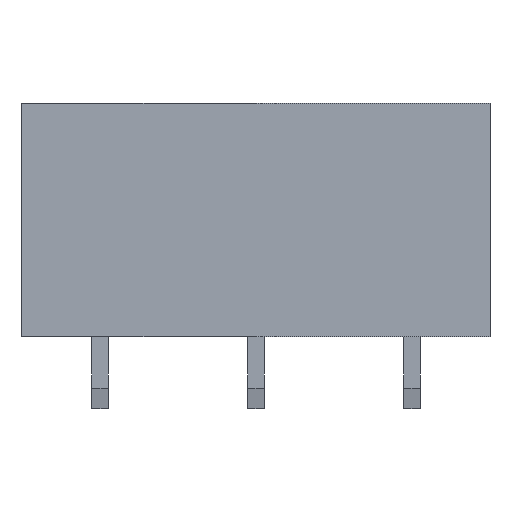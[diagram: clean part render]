
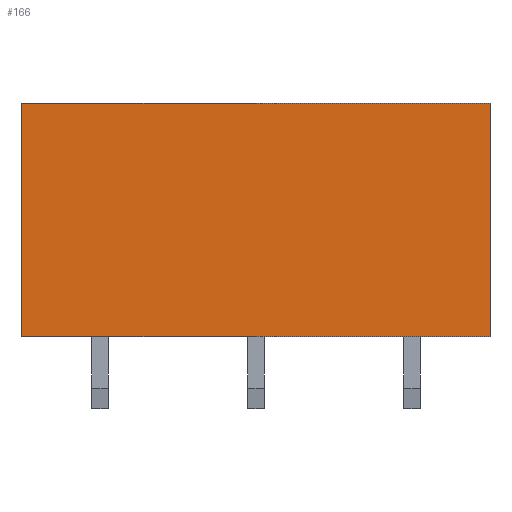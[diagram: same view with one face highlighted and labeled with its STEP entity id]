
A CAD part, front view. The second image highlights one B-rep face of the part: STEP entity #166.
In plain terms, the highlighted planar face has unit normal (0, -1, 0).
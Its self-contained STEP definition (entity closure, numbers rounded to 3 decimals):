
#158=AXIS2_PLACEMENT_3D('Plane Axis2P3D',#155,#156,#157) ;
#49=CARTESIAN_POINT('Vertex',(22.86,0.,14.9)) ;
#52=CARTESIAN_POINT('Line Origine',(22.86,0.,9.2)) ;
#56=CARTESIAN_POINT('Vertex',(22.86,0.,3.5)) ;
#87=CARTESIAN_POINT('Vertex',(0.,0.,14.9)) ;
#90=CARTESIAN_POINT('Line Origine',(11.43,0.,14.9)) ;
#118=CARTESIAN_POINT('Vertex',(0.,0.,3.5)) ;
#121=CARTESIAN_POINT('Line Origine',(0.,0.,9.2)) ;
#143=CARTESIAN_POINT('Line Origine',(11.43,0.,3.5)) ;
#155=CARTESIAN_POINT('Axis2P3D Location',(0.,0.,0.)) ;
#53=DIRECTION('Vector Direction',(0.,0.,1.)) ;
#91=DIRECTION('Vector Direction',(1.,0.,0.)) ;
#122=DIRECTION('Vector Direction',(0.,0.,1.)) ;
#144=DIRECTION('Vector Direction',(1.,0.,0.)) ;
#156=DIRECTION('Axis2P3D Direction',(0.,-1.,0.)) ;
#157=DIRECTION('Axis2P3D XDirection',(1.,0.,0.)) ;
#54=VECTOR('Line Direction',#53,1.) ;
#92=VECTOR('Line Direction',#91,1.) ;
#123=VECTOR('Line Direction',#122,1.) ;
#145=VECTOR('Line Direction',#144,1.) ;
#161=ORIENTED_EDGE('',*,*,#58,.T.) ;
#162=ORIENTED_EDGE('',*,*,#94,.T.) ;
#163=ORIENTED_EDGE('',*,*,#125,.T.) ;
#164=ORIENTED_EDGE('',*,*,#147,.T.) ;
#166=ADVANCED_FACE('HOUSING',(#165),#159,.T.) ;
#58=EDGE_CURVE('',#57,#50,#55,.T.) ;
#94=EDGE_CURVE('',#50,#88,#93,.F.) ;
#125=EDGE_CURVE('',#88,#119,#124,.F.) ;
#147=EDGE_CURVE('',#119,#57,#146,.T.) ;
#160=EDGE_LOOP('',(#161,#162,#163,#164)) ;
#165=FACE_OUTER_BOUND('',#160,.T.) ;
#55=LINE('Line',#52,#54) ;
#93=LINE('Line',#90,#92) ;
#124=LINE('Line',#121,#123) ;
#146=LINE('Line',#143,#145) ;
#159=PLANE('',#158) ;
#50=VERTEX_POINT('',#49) ;
#57=VERTEX_POINT('',#56) ;
#88=VERTEX_POINT('',#87) ;
#119=VERTEX_POINT('',#118) ;
